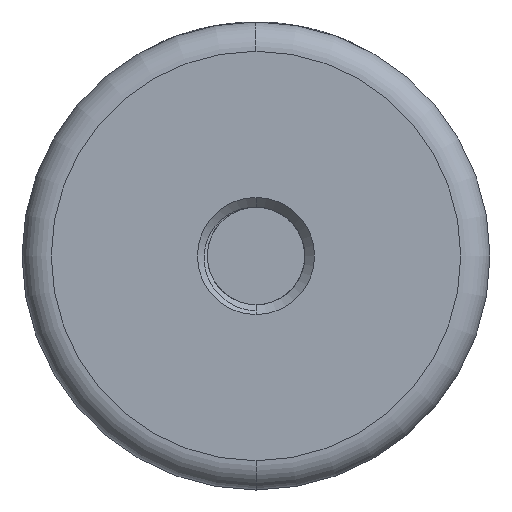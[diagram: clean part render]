
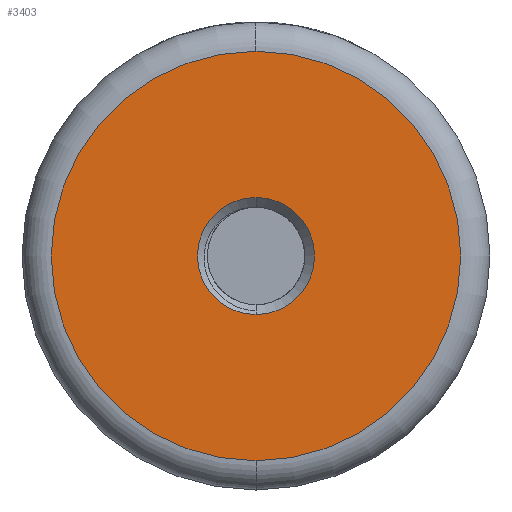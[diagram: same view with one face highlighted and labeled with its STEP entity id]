
A CAD part, left-side view. The second image highlights one B-rep face of the part: STEP entity #3403.
In plain terms, the highlighted planar face has unit normal (-1, 0, 0).
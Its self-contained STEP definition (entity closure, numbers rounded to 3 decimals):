
#428 = DIRECTION ( 'NONE',  ( -1., 0., 0. ) ) ;
#571 = EDGE_CURVE ( 'NONE', #5877, #5603, #7330, .T. ) ;
#858 = EDGE_CURVE ( 'NONE', #6160, #5554, #4541, .T. ) ;
#945 = DIRECTION ( 'NONE',  ( 1., 0., 0. ) ) ;
#970 = AXIS2_PLACEMENT_3D ( 'NONE', #981, #945, #5595 ) ;
#981 = CARTESIAN_POINT ( 'NONE',  ( 0.086, 0., 0. ) ) ;
#1353 = CARTESIAN_POINT ( 'NONE',  ( 0.086, 0., 0. ) ) ;
#2215 = CARTESIAN_POINT ( 'NONE',  ( 0.086, 0., 0. ) ) ;
#2439 = CARTESIAN_POINT ( 'NONE',  ( 0.086, 0., -3. ) ) ;
#3170 = CIRCLE ( 'NONE', #5260, 10.5 ) ;
#3403 = ADVANCED_FACE ( 'NONE', ( #5685, #3899 ), #8160, .F. ) ;
#3480 = EDGE_CURVE ( 'NONE', #5603, #5877, #7857, .T. ) ;
#3655 = ORIENTED_EDGE ( 'NONE', *, *, #858, .T. ) ;
#3899 = FACE_OUTER_BOUND ( 'NONE', #8266, .T. ) ;
#3968 = CARTESIAN_POINT ( 'NONE',  ( 0.086, 0., -10.5 ) ) ;
#4169 = DIRECTION ( 'NONE',  ( 0., 0., -1. ) ) ;
#4427 = CARTESIAN_POINT ( 'NONE',  ( 0.086, 0., 0. ) ) ;
#4541 = CIRCLE ( 'NONE', #6500, 10.5 ) ;
#4697 = ORIENTED_EDGE ( 'NONE', *, *, #3480, .T. ) ;
#5093 = DIRECTION ( 'NONE',  ( 0., 0., -1. ) ) ;
#5162 = ORIENTED_EDGE ( 'NONE', *, *, #571, .T. ) ;
#5260 = AXIS2_PLACEMENT_3D ( 'NONE', #4427, #428, #5093 ) ;
#5545 = DIRECTION ( 'NONE',  ( 0., 0., -1. ) ) ;
#5554 = VERTEX_POINT ( 'NONE', #6271 ) ;
#5595 = DIRECTION ( 'NONE',  ( 0., 0., -1. ) ) ;
#5603 = VERTEX_POINT ( 'NONE', #8173 ) ;
#5685 = FACE_BOUND ( 'NONE', #6305, .T. ) ;
#5877 = VERTEX_POINT ( 'NONE', #2439 ) ;
#6097 = DIRECTION ( 'NONE',  ( 1., 0., 0. ) ) ;
#6160 = VERTEX_POINT ( 'NONE', #3968 ) ;
#6271 = CARTESIAN_POINT ( 'NONE',  ( 0.086, 0., 10.5 ) ) ;
#6305 = EDGE_LOOP ( 'NONE', ( #4697, #5162 ) ) ;
#6500 = AXIS2_PLACEMENT_3D ( 'NONE', #1353, #6733, #7579 ) ;
#6618 = AXIS2_PLACEMENT_3D ( 'NONE', #8130, #8187, #4169 ) ;
#6657 = ORIENTED_EDGE ( 'NONE', *, *, #7997, .T. ) ;
#6733 = DIRECTION ( 'NONE',  ( -1., 0., 0. ) ) ;
#7330 = CIRCLE ( 'NONE', #970, 3. ) ;
#7579 = DIRECTION ( 'NONE',  ( 0., 0., -1. ) ) ;
#7857 = CIRCLE ( 'NONE', #7972, 3. ) ;
#7972 = AXIS2_PLACEMENT_3D ( 'NONE', #2215, #6097, #5545 ) ;
#7997 = EDGE_CURVE ( 'NONE', #5554, #6160, #3170, .T. ) ;
#8130 = CARTESIAN_POINT ( 'NONE',  ( 0.086, 0., 0. ) ) ;
#8160 = PLANE ( 'NONE',  #6618 ) ;
#8173 = CARTESIAN_POINT ( 'NONE',  ( 0.086, 0., 3. ) ) ;
#8187 = DIRECTION ( 'NONE',  ( 1., 0., 0. ) ) ;
#8266 = EDGE_LOOP ( 'NONE', ( #3655, #6657 ) ) ;
